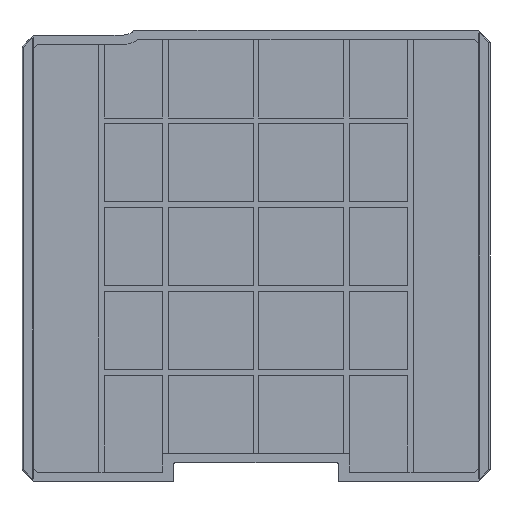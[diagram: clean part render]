
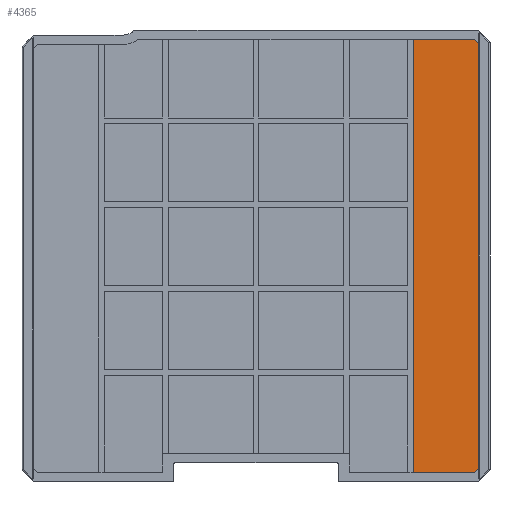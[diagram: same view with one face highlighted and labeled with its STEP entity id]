
A CAD part, left-side view. The second image highlights one B-rep face of the part: STEP entity #4365.
In plain terms, the highlighted planar face has unit normal (-1, 0, 0).
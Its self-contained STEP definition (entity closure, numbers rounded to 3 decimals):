
#1019=DIRECTION('',(0.,0.,1.));
#1020=VECTOR('',#1019,90.566);
#1021=CARTESIAN_POINT('',(-2.,2.4,-45.272));
#1022=LINE('',#1021,#1020);
#1027=DIRECTION('',(0.,0.,1.));
#1028=VECTOR('',#1027,92.423);
#1029=CARTESIAN_POINT('',(-2.,16.4,-46.2));
#1030=LINE('',#1029,#1028);
#1031=DIRECTION('',(0.,-1.,0.));
#1032=VECTOR('',#1031,13.072);
#1033=CARTESIAN_POINT('',(-2.,16.4,46.223));
#1034=LINE('',#1033,#1032);
#1035=DIRECTION('',(0.,-0.707,-0.707));
#1036=VECTOR('',#1035,1.313);
#1037=CARTESIAN_POINT('',(-2.,3.328,46.223));
#1038=LINE('',#1037,#1036);
#1039=DIRECTION('',(0.,0.707,-0.707));
#1040=VECTOR('',#1039,1.313);
#1041=CARTESIAN_POINT('',(-2.,2.4,-45.272));
#1042=LINE('',#1041,#1040);
#1043=DIRECTION('',(0.,1.,0.));
#1044=VECTOR('',#1043,13.072);
#1045=CARTESIAN_POINT('',(-2.,3.328,-46.2));
#1046=LINE('',#1045,#1044);
#2230=CARTESIAN_POINT('',(-2.,2.4,-45.272));
#2231=VERTEX_POINT('',#2230);
#2232=CARTESIAN_POINT('',(-2.,3.328,-46.2));
#2233=VERTEX_POINT('',#2232);
#2234=CARTESIAN_POINT('',(-2.,2.4,45.295));
#2235=VERTEX_POINT('',#2234);
#2236=CARTESIAN_POINT('',(-2.,16.4,-46.2));
#2237=CARTESIAN_POINT('',(-2.,16.4,46.223));
#2238=VERTEX_POINT('',#2236);
#2239=VERTEX_POINT('',#2237);
#2240=CARTESIAN_POINT('',(-2.,3.328,46.223));
#2241=VERTEX_POINT('',#2240);
#4348=CARTESIAN_POINT('',(-2.,0.,70.));
#4349=DIRECTION('',(1.,0.,0.));
#4350=DIRECTION('',(0.,0.,-1.));
#4351=AXIS2_PLACEMENT_3D('',#4348,#4349,#4350);
#4352=PLANE('',#4351);
#4354=ORIENTED_EDGE('',*,*,#4353,.T.);
#4356=ORIENTED_EDGE('',*,*,#4355,.T.);
#4358=ORIENTED_EDGE('',*,*,#4357,.T.);
#4359=ORIENTED_EDGE('',*,*,#4339,.F.);
#4360=ORIENTED_EDGE('',*,*,#4329,.T.);
#4362=ORIENTED_EDGE('',*,*,#4361,.T.);
#4363=EDGE_LOOP('',(#4354,#4356,#4358,#4359,#4360,#4362));
#4364=FACE_OUTER_BOUND('',#4363,.F.);
#4329=EDGE_CURVE('',#2231,#2233,#1042,.T.);
#4339=EDGE_CURVE('',#2231,#2235,#1022,.T.);
#4353=EDGE_CURVE('',#2238,#2239,#1030,.T.);
#4355=EDGE_CURVE('',#2239,#2241,#1034,.T.);
#4357=EDGE_CURVE('',#2241,#2235,#1038,.T.);
#4361=EDGE_CURVE('',#2233,#2238,#1046,.T.);
#4365=ADVANCED_FACE('',(#4364),#4352,.F.);
